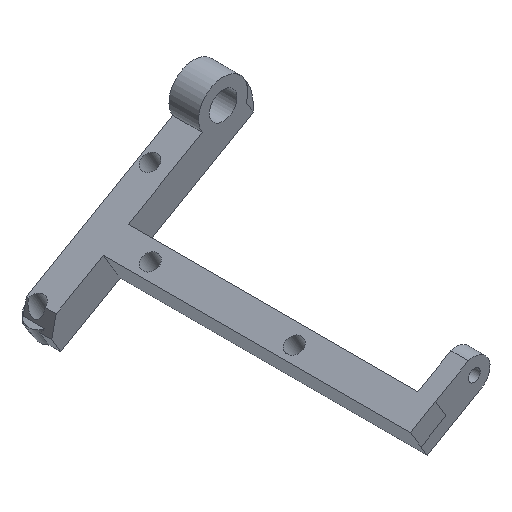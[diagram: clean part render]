
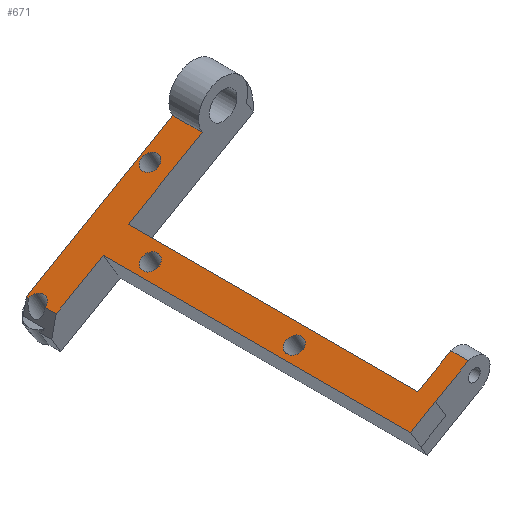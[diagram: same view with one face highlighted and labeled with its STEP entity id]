
A CAD part, isometric view. The second image highlights one B-rep face of the part: STEP entity #671.
In plain terms, the highlighted planar face has unit normal (-0.499, 0, 0.867).
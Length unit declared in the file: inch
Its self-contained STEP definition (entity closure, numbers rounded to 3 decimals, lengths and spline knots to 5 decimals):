
#23=FACE_BOUND('',#118,.T.);
#24=FACE_BOUND('',#119,.T.);
#25=FACE_BOUND('',#120,.T.);
#45=PLANE('',#747);
#76=FACE_OUTER_BOUND('',#117,.T.);
#117=EDGE_LOOP('',(#599,#600,#601,#602,#603,#604,#605,#606,#607,#608,#609,
#610,#611,#612,#613));
#118=EDGE_LOOP('',(#614));
#119=EDGE_LOOP('',(#615));
#120=EDGE_LOOP('',(#616));
#151=ELLIPSE('',#744,0.095,0.095);
#152=ELLIPSE('',#746,0.095,0.095);
#153=ELLIPSE('',#748,0.095,0.095);
#154=ELLIPSE('',#749,0.095,0.095);
#155=ELLIPSE('',#750,0.095,0.095);
#162=LINE('',#979,#225);
#163=LINE('',#983,#226);
#165=LINE('',#987,#228);
#189=LINE('',#1052,#252);
#191=LINE('',#1062,#254);
#196=LINE('',#1070,#259);
#200=LINE('',#1078,#263);
#201=LINE('',#1087,#264);
#204=LINE('',#1093,#267);
#205=LINE('',#1095,#268);
#210=LINE('',#1110,#273);
#213=LINE('',#1119,#276);
#214=LINE('',#1121,#277);
#225=VECTOR('',#782,0.3937);
#226=VECTOR('',#785,0.3937);
#228=VECTOR('',#789,0.3937);
#252=VECTOR('',#843,0.3937);
#254=VECTOR('',#853,0.3937);
#259=VECTOR('',#860,0.3937);
#263=VECTOR('',#868,0.3937);
#264=VECTOR('',#879,0.3937);
#267=VECTOR('',#886,0.3937);
#268=VECTOR('',#889,0.3937);
#273=VECTOR('',#906,0.3937);
#276=VECTOR('',#919,0.3937);
#277=VECTOR('',#922,0.3937);
#293=VERTEX_POINT('',#976);
#294=VERTEX_POINT('',#978);
#295=VERTEX_POINT('',#980);
#296=VERTEX_POINT('',#982);
#297=VERTEX_POINT('',#986);
#321=VERTEX_POINT('',#1046);
#323=VERTEX_POINT('',#1050);
#326=VERTEX_POINT('',#1060);
#327=VERTEX_POINT('',#1061);
#330=VERTEX_POINT('',#1075);
#331=VERTEX_POINT('',#1077);
#334=VERTEX_POINT('',#1085);
#335=VERTEX_POINT('',#1091);
#339=VERTEX_POINT('',#1109);
#341=VERTEX_POINT('',#1123);
#342=VERTEX_POINT('',#1127);
#343=VERTEX_POINT('',#1131);
#344=VERTEX_POINT('',#1134);
#358=EDGE_CURVE('',#294,#293,#162,.T.);
#360=EDGE_CURVE('',#296,#295,#163,.T.);
#362=EDGE_CURVE('',#296,#297,#165,.T.);
#395=EDGE_CURVE('',#323,#321,#189,.T.);
#399=EDGE_CURVE('',#326,#327,#191,.T.);
#404=EDGE_CURVE('',#321,#326,#196,.T.);
#408=EDGE_CURVE('',#330,#331,#200,.T.);
#413=EDGE_CURVE('',#334,#323,#201,.T.);
#416=EDGE_CURVE('',#330,#335,#204,.T.);
#417=EDGE_CURVE('',#334,#331,#205,.T.);
#424=EDGE_CURVE('',#339,#297,#210,.T.);
#429=EDGE_CURVE('',#339,#335,#213,.T.);
#430=EDGE_CURVE('',#327,#293,#214,.T.);
#432=EDGE_CURVE('',#341,#341,#151,.T.);
#434=EDGE_CURVE('',#342,#342,#152,.T.);
#435=EDGE_CURVE('',#295,#343,#153,.T.);
#436=EDGE_CURVE('',#343,#294,#154,.T.);
#437=EDGE_CURVE('',#344,#344,#155,.T.);
#599=ORIENTED_EDGE('',*,*,#435,.T.);
#600=ORIENTED_EDGE('',*,*,#436,.T.);
#601=ORIENTED_EDGE('',*,*,#358,.T.);
#602=ORIENTED_EDGE('',*,*,#430,.F.);
#603=ORIENTED_EDGE('',*,*,#399,.F.);
#604=ORIENTED_EDGE('',*,*,#404,.F.);
#605=ORIENTED_EDGE('',*,*,#395,.F.);
#606=ORIENTED_EDGE('',*,*,#413,.F.);
#607=ORIENTED_EDGE('',*,*,#417,.T.);
#608=ORIENTED_EDGE('',*,*,#408,.F.);
#609=ORIENTED_EDGE('',*,*,#416,.T.);
#610=ORIENTED_EDGE('',*,*,#429,.F.);
#611=ORIENTED_EDGE('',*,*,#424,.T.);
#612=ORIENTED_EDGE('',*,*,#362,.F.);
#613=ORIENTED_EDGE('',*,*,#360,.T.);
#614=ORIENTED_EDGE('',*,*,#432,.T.);
#615=ORIENTED_EDGE('',*,*,#434,.T.);
#616=ORIENTED_EDGE('',*,*,#437,.T.);
#671=ADVANCED_FACE('',(#76,#23,#24,#25),#45,.F.);
#744=AXIS2_PLACEMENT_3D('',#1125,#926,#927);
#746=AXIS2_PLACEMENT_3D('',#1129,#931,#932);
#747=AXIS2_PLACEMENT_3D('',#1130,#933,#934);
#748=AXIS2_PLACEMENT_3D('',#1132,#935,#936);
#749=AXIS2_PLACEMENT_3D('',#1133,#937,#938);
#750=AXIS2_PLACEMENT_3D('',#1135,#939,#940);
#782=DIRECTION('',(0.,-1.,0.));
#785=DIRECTION('',(0.,-1.,0.));
#789=DIRECTION('',(0.867,0.,0.499));
#843=DIRECTION('',(0.,1.,0.));
#853=DIRECTION('',(0.,1.,0.));
#860=DIRECTION('',(-0.867,0.,-0.499));
#868=DIRECTION('',(0.867,0.,0.499));
#879=DIRECTION('',(-0.867,0.,-0.499));
#886=DIRECTION('',(0.,1.,0.));
#889=DIRECTION('',(0.,1.,0.));
#906=DIRECTION('',(0.,1.,0.));
#919=DIRECTION('',(-0.867,0.,-0.499));
#922=DIRECTION('',(-0.867,0.,-0.499));
#926=DIRECTION('center_axis',(0.499,0.,-0.867));
#927=DIRECTION('ref_axis',(-0.867,0.,-0.499));
#931=DIRECTION('center_axis',(0.499,0.,-0.867));
#932=DIRECTION('ref_axis',(-0.867,0.,-0.499));
#933=DIRECTION('center_axis',(0.499,0.,-0.867));
#934=DIRECTION('ref_axis',(0.867,0.,0.499));
#935=DIRECTION('center_axis',(0.499,0.,-0.867));
#936=DIRECTION('ref_axis',(-0.867,0.,-0.499));
#937=DIRECTION('center_axis',(0.499,0.,-0.867));
#938=DIRECTION('ref_axis',(-0.867,0.,-0.499));
#939=DIRECTION('center_axis',(0.499,0.,-0.867));
#940=DIRECTION('ref_axis',(-0.867,0.,-0.499));
#976=CARTESIAN_POINT('',(2.586,4.78485,1.7484));
#978=CARTESIAN_POINT('',(2.586,4.91123,1.7484));
#979=CARTESIAN_POINT('',(2.586,4.7046,1.7484));
#980=CARTESIAN_POINT('',(2.586,5.10117,1.7484));
#982=CARTESIAN_POINT('',(2.586,5.12435,1.7484));
#983=CARTESIAN_POINT('',(2.586,4.7046,1.7484));
#986=CARTESIAN_POINT('',(4.26153,5.12435,2.71226));
#987=CARTESIAN_POINT('',(4.30959,5.12435,2.7399));
#1046=CARTESIAN_POINT('',(3.41395,1.26585,2.22468));
#1050=CARTESIAN_POINT('',(3.41395,1.2658,2.22468));
#1052=CARTESIAN_POINT('',(3.41395,1.2658,2.22468));
#1060=CARTESIAN_POINT('',(3.12774,1.26585,2.06004));
#1061=CARTESIAN_POINT('',(3.12774,4.78485,2.06004));
#1062=CARTESIAN_POINT('',(3.12774,4.28485,2.06004));
#1070=CARTESIAN_POINT('',(2.86818,1.26585,1.91073));
#1075=CARTESIAN_POINT('',(3.41395,1.4658,2.22468));
#1077=CARTESIAN_POINT('',(3.79117,1.4658,2.44168));
#1078=CARTESIAN_POINT('',(4.26153,1.4658,2.71226));
#1085=CARTESIAN_POINT('',(3.79117,1.2658,2.44168));
#1087=CARTESIAN_POINT('',(4.26153,1.2658,2.71226));
#1091=CARTESIAN_POINT('',(3.41395,4.78485,2.22468));
#1093=CARTESIAN_POINT('',(3.41395,4.28485,2.22468));
#1095=CARTESIAN_POINT('',(3.79117,1.2658,2.44168));
#1109=CARTESIAN_POINT('',(4.26153,4.78485,2.71226));
#1110=CARTESIAN_POINT('',(4.26153,1.7658,2.71226));
#1119=CARTESIAN_POINT('',(3.03137,4.78485,2.00461));
#1121=CARTESIAN_POINT('',(3.03137,4.78485,2.00461));
#1123=CARTESIAN_POINT('',(3.33937,4.37606,2.18178));
#1125=CARTESIAN_POINT('Origin',(3.25702,4.37606,2.13441));
#1127=CARTESIAN_POINT('',(3.33937,2.72606,2.18178));
#1129=CARTESIAN_POINT('Origin',(3.25702,2.72606,2.13441));
#1130=CARTESIAN_POINT('Origin',(2.46397,4.28485,1.67821));
#1131=CARTESIAN_POINT('',(2.66613,5.0062,1.7945));
#1132=CARTESIAN_POINT('Origin',(2.58379,5.0062,1.74713));
#1133=CARTESIAN_POINT('Origin',(2.58379,5.0062,1.74713));
#1134=CARTESIAN_POINT('',(3.96649,5.0062,2.54253));
#1135=CARTESIAN_POINT('Origin',(3.88415,5.0062,2.49516));
